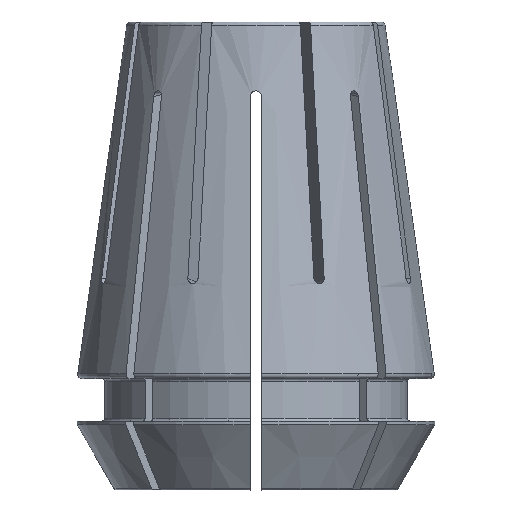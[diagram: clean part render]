
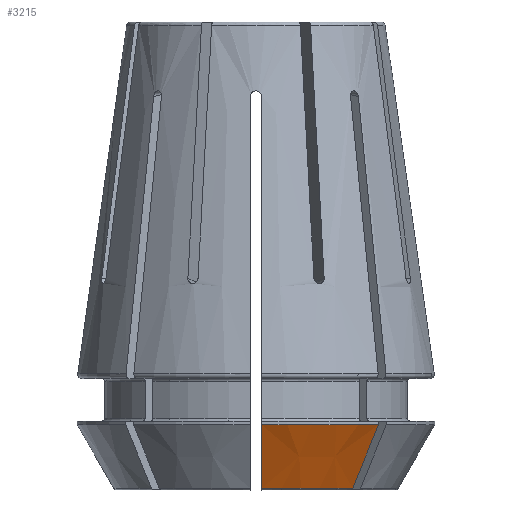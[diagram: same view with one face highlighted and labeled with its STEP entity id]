
A CAD part, front view. The second image highlights one B-rep face of the part: STEP entity #3215.
In plain terms, the highlighted conical face has half-angle 30 degrees and reference radius 12.873 mm.
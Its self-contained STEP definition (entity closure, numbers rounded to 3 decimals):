
#396=CONICAL_SURFACE('',#3452,12.873,0.524);
#494=B_SPLINE_CURVE_WITH_KNOTS('',3,(#5223,#5224,#5225,#5226),
 .UNSPECIFIED.,.F.,.F.,(4,4),(0.,0.005),
 .UNSPECIFIED.);
#495=B_SPLINE_CURVE_WITH_KNOTS('',3,(#5230,#5231,#5232,#5233),
 .UNSPECIFIED.,.F.,.F.,(4,4),(0.013,0.018),
 .UNSPECIFIED.);
#798=ORIENTED_EDGE('',*,*,#1850,.T.);
#799=ORIENTED_EDGE('',*,*,#1851,.T.);
#800=ORIENTED_EDGE('',*,*,#1852,.F.);
#801=ORIENTED_EDGE('',*,*,#1853,.T.);
#1850=EDGE_CURVE('',#2370,#2371,#2624,.T.);
#1851=EDGE_CURVE('',#2371,#2372,#494,.T.);
#1852=EDGE_CURVE('',#2373,#2372,#2625,.T.);
#1853=EDGE_CURVE('',#2373,#2370,#495,.T.);
#2370=VERTEX_POINT('',#5221);
#2371=VERTEX_POINT('',#5222);
#2372=VERTEX_POINT('',#5227);
#2373=VERTEX_POINT('',#5229);
#2624=CIRCLE('',#3453,10.335);
#2625=CIRCLE('',#3454,13.);
#2773=EDGE_LOOP('',(#798,#799,#800,#801));
#2961=FACE_BOUND('',#2773,.T.);
#3215=ADVANCED_FACE('',(#2961),#396,.T.);
#3452=AXIS2_PLACEMENT_3D('',#5219,#3909,#3910);
#3453=AXIS2_PLACEMENT_3D('',#5220,#3911,#3912);
#3454=AXIS2_PLACEMENT_3D('',#5228,#3913,#3914);
#3909=DIRECTION('',(0.,0.,1.));
#3910=DIRECTION('',(1.,0.,0.));
#3911=DIRECTION('',(0.,0.,1.));
#3912=DIRECTION('',(1.,0.,0.));
#3913=DIRECTION('',(0.,0.,1.));
#3914=DIRECTION('',(1.,0.,0.));
#5219=CARTESIAN_POINT('',(0.,0.,4.721));
#5220=CARTESIAN_POINT('',(0.,0.,0.325));
#5221=CARTESIAN_POINT('',(0.4,-10.328,0.325));
#5222=CARTESIAN_POINT('',(7.02,-7.586,0.325));
#5223=CARTESIAN_POINT('',(7.02,-7.586,0.325));
#5224=CARTESIAN_POINT('',(7.648,-8.214,1.863));
#5225=CARTESIAN_POINT('',(8.277,-8.843,3.402));
#5226=CARTESIAN_POINT('',(8.905,-9.471,4.94));
#5227=CARTESIAN_POINT('',(8.905,-9.471,4.94));
#5228=CARTESIAN_POINT('',(0.,0.,4.94));
#5229=CARTESIAN_POINT('',(0.4,-12.994,4.94));
#5230=CARTESIAN_POINT('',(0.4,-12.994,4.94));
#5231=CARTESIAN_POINT('',(0.4,-12.105,3.402));
#5232=CARTESIAN_POINT('',(0.4,-11.217,1.863));
#5233=CARTESIAN_POINT('',(0.4,-10.328,0.325));
